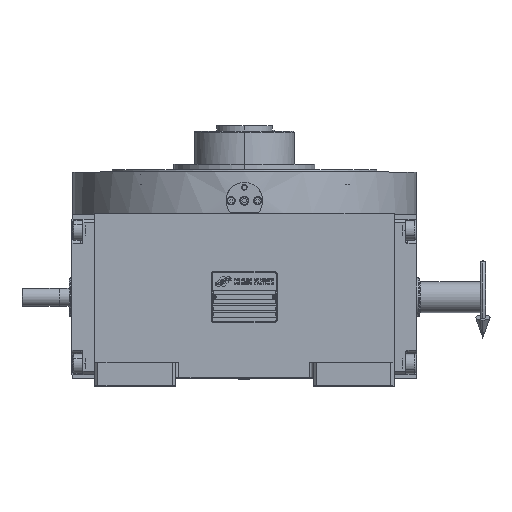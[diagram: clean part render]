
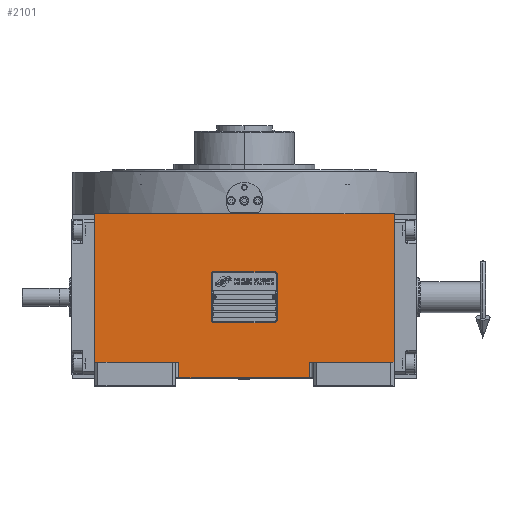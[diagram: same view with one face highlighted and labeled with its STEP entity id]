
A CAD part, top view. The second image highlights one B-rep face of the part: STEP entity #2101.
In plain terms, the highlighted planar face has unit normal (0, 0, 1).
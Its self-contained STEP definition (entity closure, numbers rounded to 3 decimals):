
#1481 = LINE ( 'NONE', #50895, #7219 ) ;
#2101 = ADVANCED_FACE ( 'NONE', ( #26764 ), #65084, .T. ) ;
#2177 = DIRECTION ( 'NONE',  ( 0., 1., 0. ) ) ;
#2326 = VECTOR ( 'NONE', #64149, 1000. ) ;
#4632 = VECTOR ( 'NONE', #32154, 1000. ) ;
#7219 = VECTOR ( 'NONE', #68235, 1000. ) ;
#10711 = VECTOR ( 'NONE', #46063, 1000. ) ;
#11479 = ORIENTED_EDGE ( 'NONE', *, *, #14756, .T. ) ;
#14756 = EDGE_CURVE ( 'NONE', #57136, #64261, #1481, .T. ) ;
#15019 = CARTESIAN_POINT ( 'NONE',  ( -135., -59., 226. ) ) ;
#15376 = EDGE_CURVE ( 'NONE', #61582, #29563, #32717, .T. ) ;
#15950 = DIRECTION ( 'NONE',  ( 0., 0., 1. ) ) ;
#17441 = EDGE_CURVE ( 'NONE', #49823, #61582, #66801, .T. ) ;
#18640 = LINE ( 'NONE', #28739, #10711 ) ;
#20025 = EDGE_LOOP ( 'NONE', ( #37741, #51153, #11479, #50671, #61801, #36740, #65227, #44962 ) ) ;
#22538 = EDGE_CURVE ( 'NONE', #57136, #58600, #49178, .T. ) ;
#26764 = FACE_OUTER_BOUND ( 'NONE', #20025, .T. ) ;
#28739 = CARTESIAN_POINT ( 'NONE',  ( -59., -73., 226. ) ) ;
#29563 = VERTEX_POINT ( 'NONE', #56606 ) ;
#32154 = DIRECTION ( 'NONE',  ( 1., 0., 0. ) ) ;
#32717 = LINE ( 'NONE', #65246, #52183 ) ;
#33288 = DIRECTION ( 'NONE',  ( 0., -1., 0. ) ) ;
#33926 = DIRECTION ( 'NONE',  ( 0., 1., 0. ) ) ;
#36740 = ORIENTED_EDGE ( 'NONE', *, *, #17441, .F. ) ;
#37741 = ORIENTED_EDGE ( 'NONE', *, *, #51196, .T. ) ;
#40174 = VECTOR ( 'NONE', #33926, 1000. ) ;
#40788 = CARTESIAN_POINT ( 'NONE',  ( 135., -59., 226. ) ) ;
#43170 = LINE ( 'NONE', #58716, #2326 ) ;
#44962 = ORIENTED_EDGE ( 'NONE', *, *, #69086, .F. ) ;
#45461 = CARTESIAN_POINT ( 'NONE',  ( -135., -59., 226. ) ) ;
#45663 = CARTESIAN_POINT ( 'NONE',  ( -59., -73., 226. ) ) ;
#46063 = DIRECTION ( 'NONE',  ( 0., 1., 0. ) ) ;
#46133 = CARTESIAN_POINT ( 'NONE',  ( 59., -59., 226. ) ) ;
#48558 = VECTOR ( 'NONE', #33288, 1000. ) ;
#48770 = CARTESIAN_POINT ( 'NONE',  ( -135., -59., 226. ) ) ;
#49178 = LINE ( 'NONE', #66186, #48558 ) ;
#49823 = VERTEX_POINT ( 'NONE', #15019 ) ;
#50671 = ORIENTED_EDGE ( 'NONE', *, *, #58518, .T. ) ;
#50877 = LINE ( 'NONE', #40788, #55834 ) ;
#50895 = CARTESIAN_POINT ( 'NONE',  ( 59., -59., 226. ) ) ;
#51153 = ORIENTED_EDGE ( 'NONE', *, *, #22538, .F. ) ;
#51196 = EDGE_CURVE ( 'NONE', #53033, #58600, #43170, .T. ) ;
#52183 = VECTOR ( 'NONE', #60539, 1000. ) ;
#52401 = EDGE_CURVE ( 'NONE', #49823, #67217, #65062, .T. ) ;
#53033 = VERTEX_POINT ( 'NONE', #45663 ) ;
#53313 = CARTESIAN_POINT ( 'NONE',  ( 135., -59., 226. ) ) ;
#53751 = CARTESIAN_POINT ( 'NONE',  ( 59., -73., 226. ) ) ;
#55834 = VECTOR ( 'NONE', #2177, 1000. ) ;
#56606 = CARTESIAN_POINT ( 'NONE',  ( 135., 75., 226. ) ) ;
#57136 = VERTEX_POINT ( 'NONE', #46133 ) ;
#58518 = EDGE_CURVE ( 'NONE', #64261, #29563, #50877, .T. ) ;
#58600 = VERTEX_POINT ( 'NONE', #53751 ) ;
#58716 = CARTESIAN_POINT ( 'NONE',  ( -59., -73., 226. ) ) ;
#60539 = DIRECTION ( 'NONE',  ( 1., 0., 0. ) ) ;
#60628 = CARTESIAN_POINT ( 'NONE',  ( -135., 75., 226. ) ) ;
#61582 = VERTEX_POINT ( 'NONE', #60628 ) ;
#61801 = ORIENTED_EDGE ( 'NONE', *, *, #15376, .F. ) ;
#63944 = CARTESIAN_POINT ( 'NONE',  ( -59., -59., 226. ) ) ;
#64149 = DIRECTION ( 'NONE',  ( 1., 0., 0. ) ) ;
#64261 = VERTEX_POINT ( 'NONE', #53313 ) ;
#64707 = DIRECTION ( 'NONE',  ( 1., 0., 0. ) ) ;
#65062 = LINE ( 'NONE', #48770, #4632 ) ;
#65084 = PLANE ( 'NONE',  #70734 ) ;
#65227 = ORIENTED_EDGE ( 'NONE', *, *, #52401, .T. ) ;
#65246 = CARTESIAN_POINT ( 'NONE',  ( -135., 75., 226. ) ) ;
#65425 = CARTESIAN_POINT ( 'NONE',  ( -135., -73., 226. ) ) ;
#66186 = CARTESIAN_POINT ( 'NONE',  ( 59., -59., 226. ) ) ;
#66801 = LINE ( 'NONE', #45461, #40174 ) ;
#67217 = VERTEX_POINT ( 'NONE', #63944 ) ;
#68235 = DIRECTION ( 'NONE',  ( 1., 0., 0. ) ) ;
#69086 = EDGE_CURVE ( 'NONE', #53033, #67217, #18640, .T. ) ;
#70734 = AXIS2_PLACEMENT_3D ( 'NONE', #65425, #15950, #64707 ) ;
